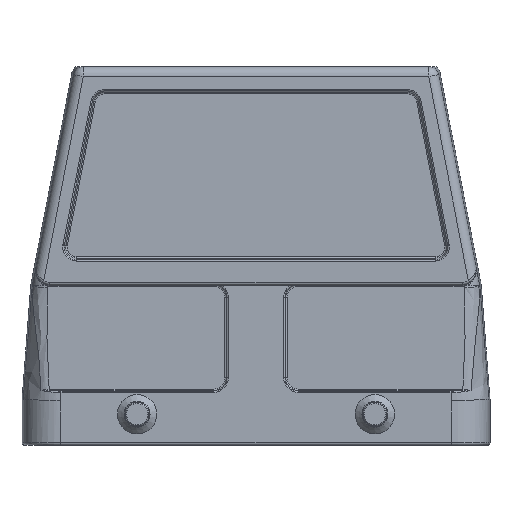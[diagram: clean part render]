
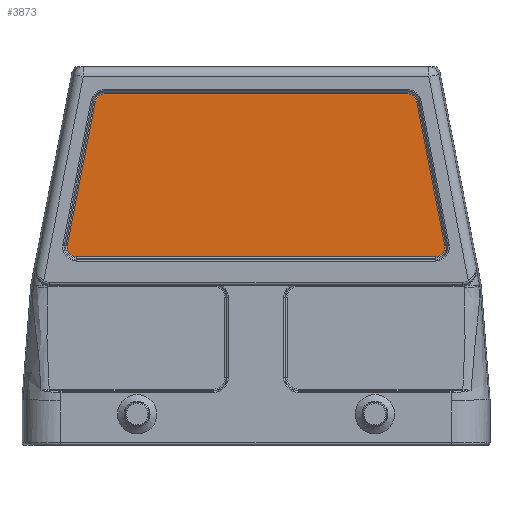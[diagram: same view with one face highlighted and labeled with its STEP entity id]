
A CAD part, front view. The second image highlights one B-rep face of the part: STEP entity #3873.
In plain terms, the highlighted planar face has unit normal (0, -1, 0).
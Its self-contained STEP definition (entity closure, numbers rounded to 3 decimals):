
#3873=ADVANCED_FACE('',(#4582),#4397,.F.);
#4397=PLANE('',#14610);
#4582=FACE_OUTER_BOUND('',#5094,.T.);
#5094=EDGE_LOOP('',(#5857,#5858,#5859,#5860,#5861,#5862,#5863,#5864));
#5857=ORIENTED_EDGE('',*,*,#9181,.T.);
#5858=ORIENTED_EDGE('',*,*,#9182,.T.);
#5859=ORIENTED_EDGE('',*,*,#9183,.T.);
#5860=ORIENTED_EDGE('',*,*,#9184,.T.);
#5861=ORIENTED_EDGE('',*,*,#9185,.T.);
#5862=ORIENTED_EDGE('',*,*,#9186,.T.);
#5863=ORIENTED_EDGE('',*,*,#9187,.T.);
#5864=ORIENTED_EDGE('',*,*,#9188,.T.);
#8379=VERTEX_POINT('',#19919);
#8380=VERTEX_POINT('',#19920);
#8381=VERTEX_POINT('',#19922);
#8382=VERTEX_POINT('',#19924);
#8383=VERTEX_POINT('',#19926);
#8384=VERTEX_POINT('',#19928);
#8385=VERTEX_POINT('',#19930);
#8386=VERTEX_POINT('',#19932);
#9181=EDGE_CURVE('',#8379,#8380,#12189,.T.);
#9182=EDGE_CURVE('',#8380,#8381,#10307,.T.);
#9183=EDGE_CURVE('',#8381,#8382,#12190,.T.);
#9184=EDGE_CURVE('',#8382,#8383,#10308,.T.);
#9185=EDGE_CURVE('',#8383,#8384,#12191,.T.);
#9186=EDGE_CURVE('',#8384,#8385,#10309,.T.);
#9187=EDGE_CURVE('',#8385,#8386,#12192,.T.);
#9188=EDGE_CURVE('',#8386,#8379,#10310,.T.);
#10307=CIRCLE('',#14606,1.835);
#10308=CIRCLE('',#14607,1.835);
#10309=CIRCLE('',#14608,1.835);
#10310=CIRCLE('',#14609,1.835);
#12189=LINE('',#19918,#12830);
#12190=LINE('',#19923,#12831);
#12191=LINE('',#19927,#12832);
#12192=LINE('',#19931,#12833);
#12830=VECTOR('',#15784,1.);
#12831=VECTOR('',#15787,1.);
#12832=VECTOR('',#15790,1.);
#12833=VECTOR('',#15793,1.);
#14606=AXIS2_PLACEMENT_3D('',#19921,#15785,#15786);
#14607=AXIS2_PLACEMENT_3D('',#19925,#15788,#15789);
#14608=AXIS2_PLACEMENT_3D('',#19929,#15791,#15792);
#14609=AXIS2_PLACEMENT_3D('',#19933,#15794,#15795);
#14610=AXIS2_PLACEMENT_3D('',#19934,#15796,#15797);
#15784=DIRECTION('',(-0.191,0.,0.982));
#15785=DIRECTION('',(0.,-1.,0.));
#15786=DIRECTION('',(0.,0.,1.));
#15787=DIRECTION('',(-1.,0.,0.));
#15788=DIRECTION('',(0.,-1.,0.));
#15789=DIRECTION('',(0.,0.,1.));
#15790=DIRECTION('',(-0.191,0.,-0.982));
#15791=DIRECTION('',(0.,-1.,0.));
#15792=DIRECTION('',(0.,0.,1.));
#15793=DIRECTION('',(1.,0.,0.));
#15794=DIRECTION('',(0.,-1.,0.));
#15795=DIRECTION('',(0.,0.,1.));
#15796=DIRECTION('',(0.,1.,0.));
#15797=DIRECTION('',(0.,0.,-1.));
#19918=CARTESIAN_POINT('',(32.095,-21.25,59.55));
#19919=CARTESIAN_POINT('',(37.703,-21.25,30.7));
#19920=CARTESIAN_POINT('',(32.095,-21.25,59.55));
#19921=CARTESIAN_POINT('',(30.294,-21.25,59.2));
#19922=CARTESIAN_POINT('',(30.294,-21.25,61.035));
#19923=CARTESIAN_POINT('',(-30.294,-21.25,61.035));
#19924=CARTESIAN_POINT('',(-30.294,-21.25,61.035));
#19925=CARTESIAN_POINT('',(-30.294,-21.25,59.2));
#19926=CARTESIAN_POINT('',(-32.095,-21.25,59.55));
#19927=CARTESIAN_POINT('',(-37.703,-21.25,30.7));
#19928=CARTESIAN_POINT('',(-37.703,-21.25,30.7));
#19929=CARTESIAN_POINT('',(-35.902,-21.25,30.35));
#19930=CARTESIAN_POINT('',(-35.902,-21.25,28.515));
#19931=CARTESIAN_POINT('',(35.902,-21.25,28.515));
#19932=CARTESIAN_POINT('',(35.902,-21.25,28.515));
#19933=CARTESIAN_POINT('',(35.902,-21.25,30.35));
#19934=CARTESIAN_POINT('',(30.294,-21.25,59.2));
